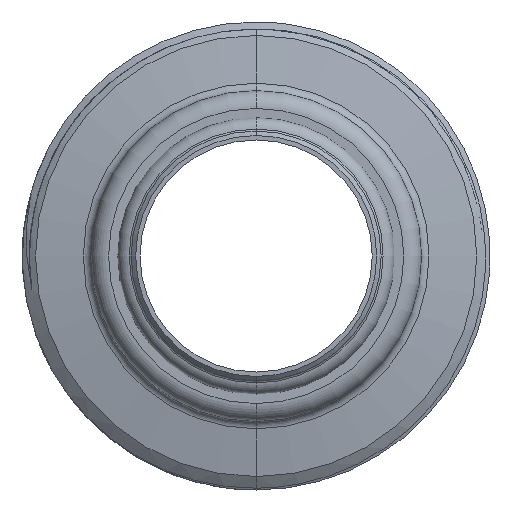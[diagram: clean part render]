
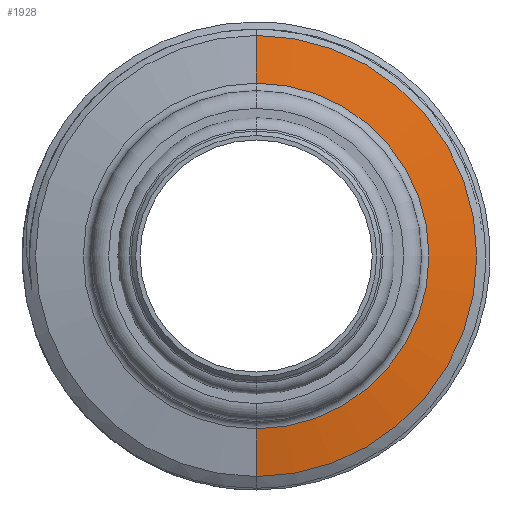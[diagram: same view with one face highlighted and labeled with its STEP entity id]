
A CAD part, left-side view. The second image highlights one B-rep face of the part: STEP entity #1928.
In plain terms, the highlighted conical face has half-angle 80 degrees and reference radius 24.712 mm.
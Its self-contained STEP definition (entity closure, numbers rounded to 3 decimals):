
#13 = CARTESIAN_POINT ( 'NONE',  ( 34.84, -12.781, 24.712 ) ) ;
#106 = CONICAL_SURFACE ( 'NONE', #2529, 24.712, 1.396 ) ;
#308 = VERTEX_POINT ( 'NONE', #13 ) ;
#531 = VERTEX_POINT ( 'NONE', #4167 ) ;
#838 = DIRECTION ( 'NONE',  ( 0., 0., 1. ) ) ;
#841 = AXIS2_PLACEMENT_3D ( 'NONE', #1201, #1546, #2261 ) ;
#1201 = CARTESIAN_POINT ( 'NONE',  ( 34.84, -12.781, 0. ) ) ;
#1246 = DIRECTION ( 'NONE',  ( 0., 0., -1. ) ) ;
#1398 = VECTOR ( 'NONE', #3194, 1000. ) ;
#1425 = ORIENTED_EDGE ( 'NONE', *, *, #3191, .T. ) ;
#1450 = EDGE_CURVE ( 'NONE', #531, #4130, #1616, .T. ) ;
#1538 = DIRECTION ( 'NONE',  ( 0.174, 0., -0.985 ) ) ;
#1546 = DIRECTION ( 'NONE',  ( -1., 0., 0. ) ) ;
#1556 = EDGE_CURVE ( 'NONE', #4130, #308, #4181, .T. ) ;
#1559 = CARTESIAN_POINT ( 'NONE',  ( 34.84, -12.781, -24.712 ) ) ;
#1616 = CIRCLE ( 'NONE', #3130, 19.358 ) ;
#1793 = ORIENTED_EDGE ( 'NONE', *, *, #1450, .F. ) ;
#1880 = ORIENTED_EDGE ( 'NONE', *, *, #2585, .T. ) ;
#1928 = ADVANCED_FACE ( 'NONE', ( #2795 ), #106, .T. ) ;
#2130 = CARTESIAN_POINT ( 'NONE',  ( 34.84, -12.781, 0. ) ) ;
#2147 = CARTESIAN_POINT ( 'NONE',  ( 33.896, -12.781, 0. ) ) ;
#2205 = DIRECTION ( 'NONE',  ( -1., 0., 0. ) ) ;
#2261 = DIRECTION ( 'NONE',  ( 0., 0., 1. ) ) ;
#2501 = CARTESIAN_POINT ( 'NONE',  ( 34.84, -12.781, -24.712 ) ) ;
#2529 = AXIS2_PLACEMENT_3D ( 'NONE', #2130, #3798, #1246 ) ;
#2585 = EDGE_CURVE ( 'NONE', #531, #3090, #3840, .T. ) ;
#2789 = CARTESIAN_POINT ( 'NONE',  ( 34.84, -12.781, 24.712 ) ) ;
#2795 = FACE_OUTER_BOUND ( 'NONE', #4199, .T. ) ;
#3090 = VERTEX_POINT ( 'NONE', #2501 ) ;
#3130 = AXIS2_PLACEMENT_3D ( 'NONE', #2147, #2205, #838 ) ;
#3134 = ORIENTED_EDGE ( 'NONE', *, *, #1556, .F. ) ;
#3191 = EDGE_CURVE ( 'NONE', #3090, #308, #3748, .T. ) ;
#3194 = DIRECTION ( 'NONE',  ( 0.174, 0., 0.985 ) ) ;
#3417 = VECTOR ( 'NONE', #1538, 1000. ) ;
#3748 = CIRCLE ( 'NONE', #841, 24.712 ) ;
#3798 = DIRECTION ( 'NONE',  ( 1., 0., 0. ) ) ;
#3840 = LINE ( 'NONE', #1559, #3417 ) ;
#4122 = CARTESIAN_POINT ( 'NONE',  ( 33.896, -12.781, 19.358 ) ) ;
#4130 = VERTEX_POINT ( 'NONE', #4122 ) ;
#4167 = CARTESIAN_POINT ( 'NONE',  ( 33.896, -12.781, -19.358 ) ) ;
#4181 = LINE ( 'NONE', #2789, #1398 ) ;
#4199 = EDGE_LOOP ( 'NONE', ( #3134, #1793, #1880, #1425 ) ) ;
